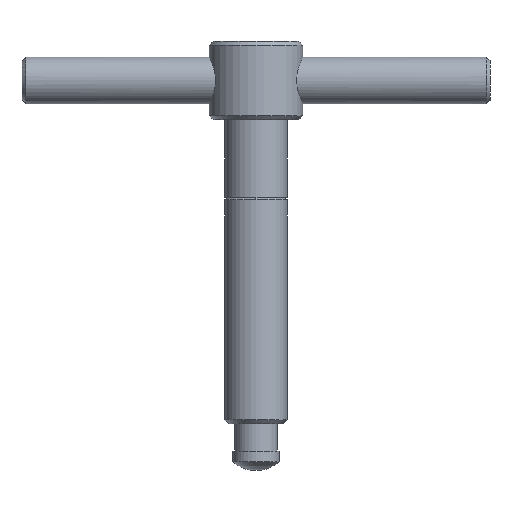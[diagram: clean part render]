
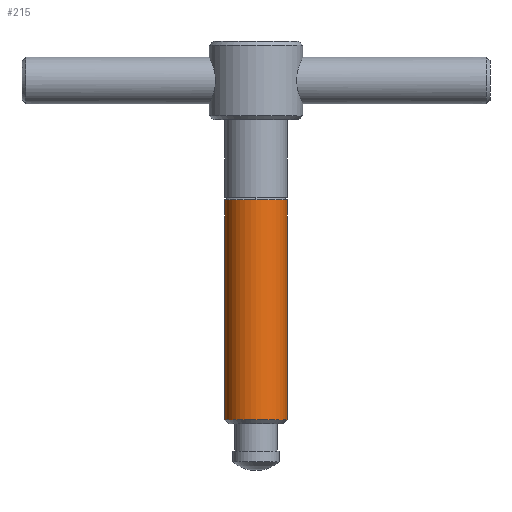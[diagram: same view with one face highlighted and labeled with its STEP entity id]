
A CAD part, front view. The second image highlights one B-rep face of the part: STEP entity #215.
In plain terms, the highlighted cylindrical face has radius 8 mm (diameter 16 mm), a partial arc.
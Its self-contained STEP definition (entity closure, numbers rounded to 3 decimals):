
#189=EDGE_CURVE('',#319,#229,#519,.T.);
#215=ADVANCED_FACE('',(#552),#553,.T.);
#229=VERTEX_POINT('',#568);
#259=EDGE_CURVE('',#345,#319,#607,.T.);
#287=EDGE_CURVE('',#377,#407,#635,.T.);
#319=VERTEX_POINT('',#672);
#345=VERTEX_POINT('',#701);
#377=VERTEX_POINT('',#736);
#381=EDGE_CURVE('',#229,#377,#740,.T.);
#407=VERTEX_POINT('',#769);
#409=EDGE_CURVE('',#407,#345,#771,.T.);
#519=CIRCLE('',#883,8.);
#552=FACE_OUTER_BOUND('',#920,.T.);
#553=CYLINDRICAL_SURFACE('',#921,8.);
#568=CARTESIAN_POINT('',(8.,0.,13.));
#607=LINE('',#982,#983);
#635=CIRCLE('',#1024,8.);
#672=CARTESIAN_POINT('',(-8.0,0.,13.));
#701=CARTESIAN_POINT('',(-8.0,0.,69.375));
#736=CARTESIAN_POINT('',(8.,0.,69.375));
#740=LINE('',#1201,#1202);
#769=CARTESIAN_POINT('',(0.,-8.,69.375));
#771=CIRCLE('',#1242,8.);
#883=AXIS2_PLACEMENT_3D('',#1466,#1467,#1468);
#920=EDGE_LOOP('',(#1529,#1530,#1531,#1532,#1533));
#921=AXIS2_PLACEMENT_3D('',#1534,#1535,#1536);
#982=CARTESIAN_POINT('',(-8.0,0.,51.5));
#983=VECTOR('',#1628,1.0);
#1024=AXIS2_PLACEMENT_3D('',#1650,#1651,#1652);
#1201=CARTESIAN_POINT('',(8.,0.,51.5));
#1202=VECTOR('',#1775,1.0);
#1242=AXIS2_PLACEMENT_3D('',#1809,#1810,#1811);
#1466=CARTESIAN_POINT('',(0.,0.,13.));
#1467=DIRECTION('',(0.,0.,1.0));
#1468=DIRECTION('',(1.0,0.,0.));
#1529=ORIENTED_EDGE('',*,*,#381,.T.);
#1530=ORIENTED_EDGE('',*,*,#287,.T.);
#1531=ORIENTED_EDGE('',*,*,#409,.T.);
#1532=ORIENTED_EDGE('',*,*,#259,.T.);
#1533=ORIENTED_EDGE('',*,*,#189,.T.);
#1534=CARTESIAN_POINT('',(0.,0.,51.5));
#1535=DIRECTION('',(0.,0.,-1.0));
#1536=DIRECTION('',(1.0,0.,0.));
#1628=DIRECTION('',(0.,0.,-1.0));
#1650=CARTESIAN_POINT('',(0.,0.,69.375));
#1651=DIRECTION('',(0.,0.,-1.0));
#1652=DIRECTION('',(1.0,0.,0.));
#1775=DIRECTION('',(0.,0.,1.0));
#1809=CARTESIAN_POINT('',(0.,0.,69.375));
#1810=DIRECTION('',(0.,0.,-1.0));
#1811=DIRECTION('',(1.0,0.,0.));
